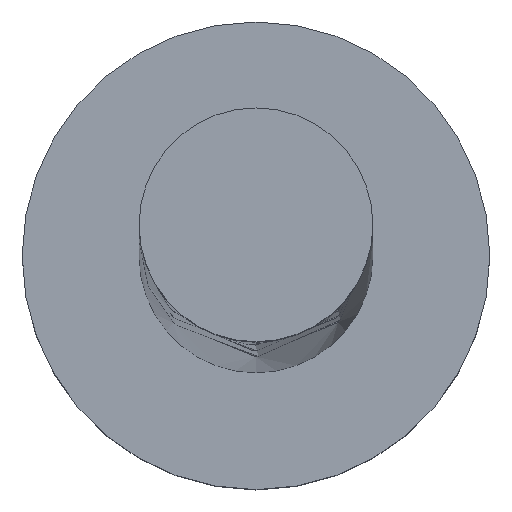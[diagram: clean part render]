
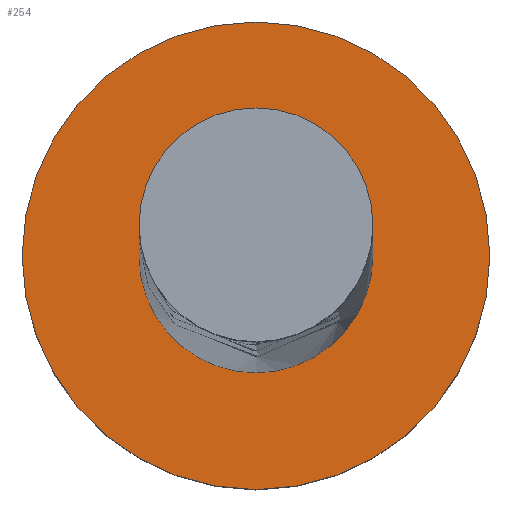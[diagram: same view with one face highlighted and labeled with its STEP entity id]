
A CAD part, top view. The second image highlights one B-rep face of the part: STEP entity #254.
In plain terms, the highlighted planar face has unit normal (0, 0, 1).
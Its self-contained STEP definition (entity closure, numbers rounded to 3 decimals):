
#15 = CARTESIAN_POINT ( 'NONE',  ( -3., 0., 5. ) ) ;
#19 = PLANE ( 'NONE',  #1755 ) ;
#196 = CARTESIAN_POINT ( 'NONE',  ( 0., 0., 5. ) ) ;
#254 = ADVANCED_FACE ( 'NONE', ( #445, #916 ), #19, .T. ) ;
#323 = AXIS2_PLACEMENT_3D ( 'NONE', #720, #1940, #1628 ) ;
#418 = CIRCLE ( 'NONE', #1892, 6. ) ;
#424 = ORIENTED_EDGE ( 'NONE', *, *, #1331, .F. ) ;
#445 = FACE_BOUND ( 'NONE', #573, .T. ) ;
#490 = DIRECTION ( 'NONE',  ( 0., 0., 1. ) ) ;
#520 = DIRECTION ( 'NONE',  ( 1., 0., 0. ) ) ;
#528 = DIRECTION ( 'NONE',  ( 1., 0., 0. ) ) ;
#573 = EDGE_LOOP ( 'NONE', ( #1010, #424 ) ) ;
#580 = AXIS2_PLACEMENT_3D ( 'NONE', #789, #490, #1688 ) ;
#625 = DIRECTION ( 'NONE',  ( 0., 0., 1. ) ) ;
#634 = EDGE_CURVE ( 'NONE', #911, #1763, #959, .T. ) ;
#666 = DIRECTION ( 'NONE',  ( 0., 0., 1. ) ) ;
#679 = DIRECTION ( 'NONE',  ( 0., 0., 1. ) ) ;
#720 = CARTESIAN_POINT ( 'NONE',  ( 0., 0., 5. ) ) ;
#789 = CARTESIAN_POINT ( 'NONE',  ( 0., 0., 5. ) ) ;
#911 = VERTEX_POINT ( 'NONE', #15 ) ;
#916 = FACE_OUTER_BOUND ( 'NONE', #1057, .T. ) ;
#959 = CIRCLE ( 'NONE', #323, 3. ) ;
#985 = EDGE_CURVE ( 'NONE', #1483, #1968, #418, .T. ) ;
#1010 = ORIENTED_EDGE ( 'NONE', *, *, #634, .F. ) ;
#1027 = EDGE_CURVE ( 'NONE', #1968, #1483, #1923, .T. ) ;
#1057 = EDGE_LOOP ( 'NONE', ( #1377, #1669 ) ) ;
#1217 = AXIS2_PLACEMENT_3D ( 'NONE', #196, #679, #528 ) ;
#1331 = EDGE_CURVE ( 'NONE', #1763, #911, #1453, .T. ) ;
#1377 = ORIENTED_EDGE ( 'NONE', *, *, #985, .T. ) ;
#1393 = CARTESIAN_POINT ( 'NONE',  ( 0., 0., 5. ) ) ;
#1453 = CIRCLE ( 'NONE', #580, 3. ) ;
#1483 = VERTEX_POINT ( 'NONE', #1882 ) ;
#1529 = DIRECTION ( 'NONE',  ( 1., 0., 0. ) ) ;
#1578 = CARTESIAN_POINT ( 'NONE',  ( 0., 0., 5. ) ) ;
#1628 = DIRECTION ( 'NONE',  ( 1., 0., 0. ) ) ;
#1669 = ORIENTED_EDGE ( 'NONE', *, *, #1027, .T. ) ;
#1686 = CARTESIAN_POINT ( 'NONE',  ( 6., 0., 5. ) ) ;
#1688 = DIRECTION ( 'NONE',  ( 1., 0., 0. ) ) ;
#1755 = AXIS2_PLACEMENT_3D ( 'NONE', #1393, #625, #1529 ) ;
#1763 = VERTEX_POINT ( 'NONE', #1975 ) ;
#1882 = CARTESIAN_POINT ( 'NONE',  ( -6., 0., 5. ) ) ;
#1892 = AXIS2_PLACEMENT_3D ( 'NONE', #1578, #666, #520 ) ;
#1923 = CIRCLE ( 'NONE', #1217, 6. ) ;
#1940 = DIRECTION ( 'NONE',  ( 0., 0., 1. ) ) ;
#1968 = VERTEX_POINT ( 'NONE', #1686 ) ;
#1975 = CARTESIAN_POINT ( 'NONE',  ( 3., 0., 5. ) ) ;
